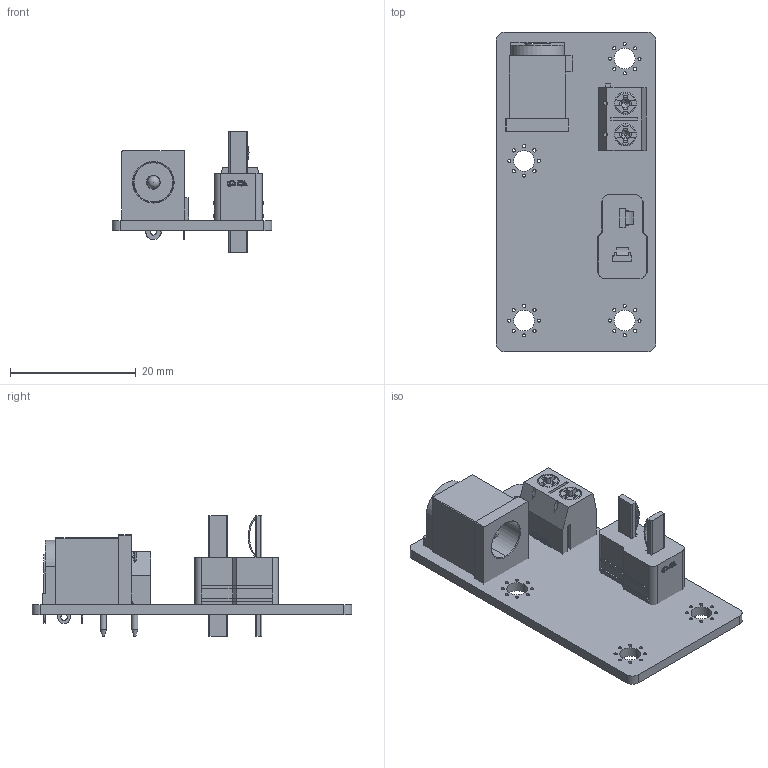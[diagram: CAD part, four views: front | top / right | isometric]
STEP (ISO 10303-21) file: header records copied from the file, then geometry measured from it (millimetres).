
FILE_DESCRIPTION(('Designed by EasyEDA Pro'),'2;1');
FILE_NAME('Open CASCADE Shape Model','2025-05-17T19:09:46',('Author'),( 'Open CASCADE'),'Open CASCADE STEP processor 7.8','Open CASCADE 7.8' ,'Unknown');
FILE_SCHEMA(('AUTOMOTIVE_DESIGN { 1 0 10303 214 1 1 1 1 }'));
Length unit declared in the file: millimetre
Products named in the file (12): EasyEDA PCB Model~y3ml; Board~y3ml; TopCopper~y3ml; BottomCopper~y3ml; TopFpcStiffener~y3ml; BottomFpcStiffener~y3ml; CN2~CONN-TH_AM-1015B-M~CONN-TH_AM-1015B-M~y3ml; CONN-TH_AM-1015B-M~CONN-TH_AM-1015B-M~y3ml; U3~CONN-TH_P5.00_KF301-5.0-2P~CONN-TH_P5.00_KF301-5.0-2P~y3ml; CONN-TH_P5.00_KF301-5.0-2P~CONN-TH_P5.00_KF301-5.0-2P~y3ml; DC1~DC-IN-TH_DC550200-1095-2H~DC-IN-TH_DC550200-1095-2H~y3ml; DC-IN-TH_DC550200-1095-2H~DC-IN-TH_DC550200-1095-2H~y3ml
Assembly tree (11 placements, depth 3):
  EasyEDA PCB Model~y3ml
    Board~y3ml
    TopCopper~y3ml
    BottomCopper~y3ml
    TopFpcStiffener~y3ml
    BottomFpcStiffener~y3ml
    CN2~CONN-TH_AM-1015B-M~CONN-TH_AM-1015B-M~y3ml
      CONN-TH_AM-1015B-M~CONN-TH_AM-1015B-M~y3ml
    U3~CONN-TH_P5.00_KF301-5.0-2P~CONN-TH_P5.00_KF301-5.0-2P~y3ml
      CONN-TH_P5.00_KF301-5.0-2P~CONN-TH_P5.00_KF301-5.0-2P~y3ml
    DC1~DC-IN-TH_DC550200-1095-2H~DC-IN-TH_DC550200-1095-2H~y3ml
      DC-IN-TH_DC550200-1095-2H~DC-IN-TH_DC550200-1095-2H~y3ml
Bounding box: 25.37 x 50.77 x 19.1 mm (x, y, z)
Volume: 4407.3 mm3; surface area: 6338.3 mm2
Topology: 26 solids, 26 shells, 1329 faces, 3611 edges, 2382 vertices
Faces by surface type: plane 755, bspline 308, cylinder 223, cone 28, torus 14, sphere 1
Entity records: 54781 total; most frequent: CARTESIAN_POINT 12799, ORIENTED_EDGE 7220, DIRECTION 5478, EDGE_CURVE 3610, LINE 2406, VECTOR 2406, VERTEX_POINT 2382, AXIS2_PLACEMENT_3D 1536
